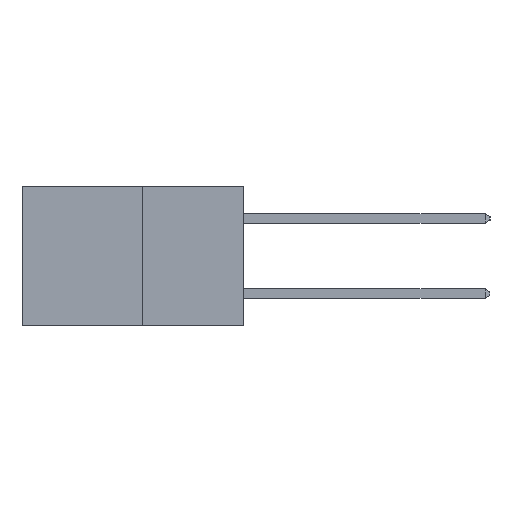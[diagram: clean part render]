
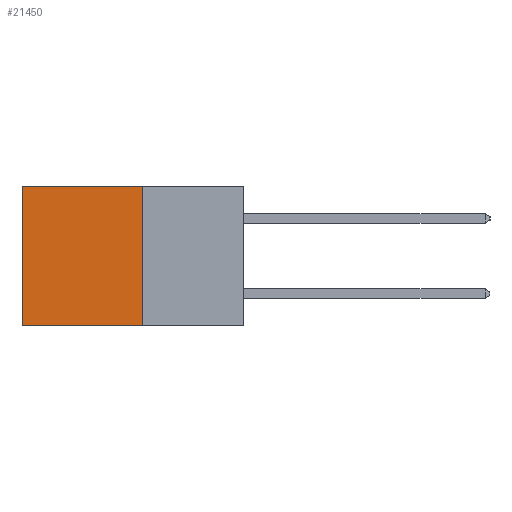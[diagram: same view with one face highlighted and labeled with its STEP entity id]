
A CAD part, left-side view. The second image highlights one B-rep face of the part: STEP entity #21450.
In plain terms, the highlighted planar face has unit normal (-1, 0, 0).
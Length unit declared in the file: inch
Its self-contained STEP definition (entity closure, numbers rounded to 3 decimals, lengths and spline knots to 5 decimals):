
#256 = DIRECTION ( 'NONE',  ( 1., 0., 0. ) ) ;
#719 = CARTESIAN_POINT ( 'NONE',  ( 0.277, 0.27, -0.37 ) ) ;
#1117 = LINE ( 'NONE', #3919, #10382 ) ;
#1668 = LINE ( 'NONE', #719, #6652 ) ;
#1769 = DIRECTION ( 'NONE',  ( 0., 1., 0. ) ) ;
#1914 = CARTESIAN_POINT ( 'NONE',  ( 0.277, 0.27, -0.37 ) ) ;
#3182 = CARTESIAN_POINT ( 'NONE',  ( 0.277, 0.27, 0. ) ) ;
#3707 = CARTESIAN_POINT ( 'NONE',  ( 0.277, 0.27, -0.37 ) ) ;
#3919 = CARTESIAN_POINT ( 'NONE',  ( 0.277, 0.27, 0. ) ) ;
#4211 = VERTEX_POINT ( 'NONE', #3707 ) ;
#4662 = DIRECTION ( 'NONE',  ( 0., 1., 0. ) ) ;
#5565 = CARTESIAN_POINT ( 'NONE',  ( 0.277, 0.59, 0. ) ) ;
#6280 = ORIENTED_EDGE ( 'NONE', *, *, #8665, .T. ) ;
#6652 = VECTOR ( 'NONE', #15223, 39.37008 ) ;
#6885 = DIRECTION ( 'NONE',  ( 0., 0., -1. ) ) ;
#7028 = CARTESIAN_POINT ( 'NONE',  ( 0.277, 0.59, -0.37 ) ) ;
#7387 = EDGE_CURVE ( 'NONE', #7495, #16349, #21177, .T. ) ;
#7474 = CARTESIAN_POINT ( 'NONE',  ( 0.277, 0.59, -0.37 ) ) ;
#7495 = VERTEX_POINT ( 'NONE', #5565 ) ;
#7734 = VERTEX_POINT ( 'NONE', #3182 ) ;
#7747 = EDGE_LOOP ( 'NONE', ( #10030, #19234, #15219, #6280 ) ) ;
#8565 = FACE_OUTER_BOUND ( 'NONE', #7747, .T. ) ;
#8665 = EDGE_CURVE ( 'NONE', #7734, #7495, #1117, .T. ) ;
#10030 = ORIENTED_EDGE ( 'NONE', *, *, #7387, .T. ) ;
#10382 = VECTOR ( 'NONE', #4662, 39.37008 ) ;
#12545 = AXIS2_PLACEMENT_3D ( 'NONE', #1914, #256, #13027 ) ;
#13027 = DIRECTION ( 'NONE',  ( 0., 0., -1. ) ) ;
#13481 = EDGE_CURVE ( 'NONE', #7734, #4211, #1668, .T. ) ;
#14368 = EDGE_CURVE ( 'NONE', #4211, #16349, #21647, .T. ) ;
#15219 = ORIENTED_EDGE ( 'NONE', *, *, #13481, .F. ) ;
#15223 = DIRECTION ( 'NONE',  ( 0., 0., -1. ) ) ;
#16349 = VERTEX_POINT ( 'NONE', #7474 ) ;
#16599 = VECTOR ( 'NONE', #1769, 39.37008 ) ;
#19234 = ORIENTED_EDGE ( 'NONE', *, *, #14368, .F. ) ;
#20638 = VECTOR ( 'NONE', #6885, 39.37008 ) ;
#21177 = LINE ( 'NONE', #7028, #20638 ) ;
#21295 = CARTESIAN_POINT ( 'NONE',  ( 0.277, 0.27, -0.37 ) ) ;
#21450 = ADVANCED_FACE ( 'NONE', ( #8565 ), #21574, .F. ) ;
#21574 = PLANE ( 'NONE',  #12545 ) ;
#21647 = LINE ( 'NONE', #21295, #16599 ) ;
